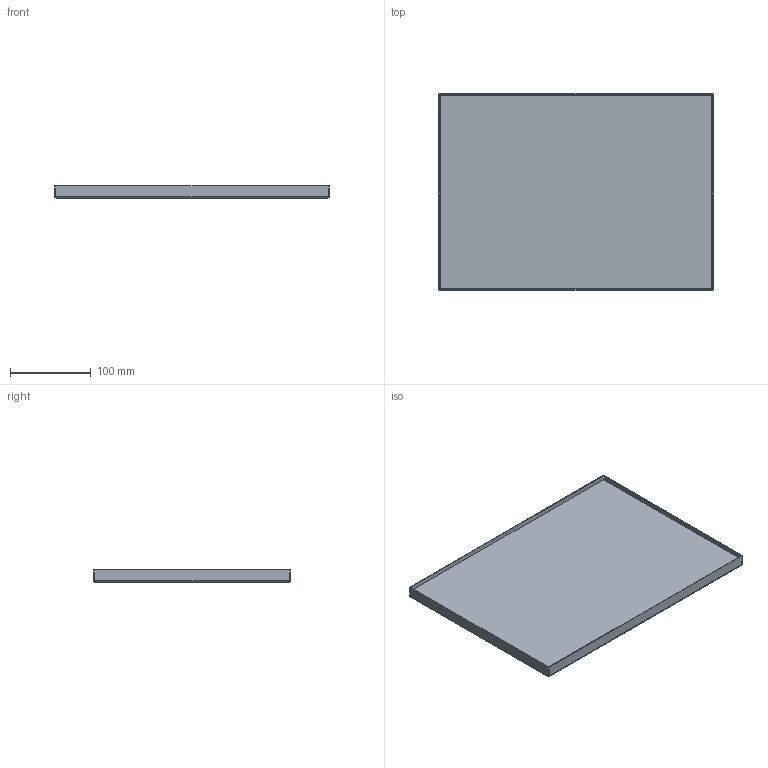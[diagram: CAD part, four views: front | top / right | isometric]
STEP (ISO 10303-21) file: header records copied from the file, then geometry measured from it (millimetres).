
FILE_DESCRIPTION((''),'2;1');
FILE_NAME('DOHLAD03_filter_protiprašni.stp','2020-03-28T18:32:39',('SUPER'),(''),'Autodesk Inventor 2010','Autodesk Inventor 2010','');
FILE_SCHEMA(('AUTOMOTIVE_DESIGN { 1 0 10303 214 1 1 1 1 }'));
Length unit declared in the file: millimetre
Products named in the file (3): DOHLAD03_filter_protiprašni; DOHLAD03_filter_protiprašni_1mm; FILTER
Assembly tree (2 placements, depth 2):
  DOHLAD03_filter_protiprašni
    DOHLAD03_filter_protiprašni_1mm
    FILTER
Bounding box: 340 x 244 x 15 mm (x, y, z)
Volume: 694969.6 mm3; surface area: 286499.1 mm2
Topology: 2 solids, 2 shells, 1196 faces, 3544 edges, 2352 vertices
Faces by surface type: plane 600, bspline 584, cylinder 12
Full cylindrical faces by diameter (mm): 6 x4
Entity records: 40549 total; most frequent: CARTESIAN_POINT 9101, ORIENTED_EDGE 7072, DIRECTION 4766, EDGE_CURVE 3536, VECTOR 3500, LINE 3500, VERTEX_POINT 2352, EDGE_LOOP 1792
